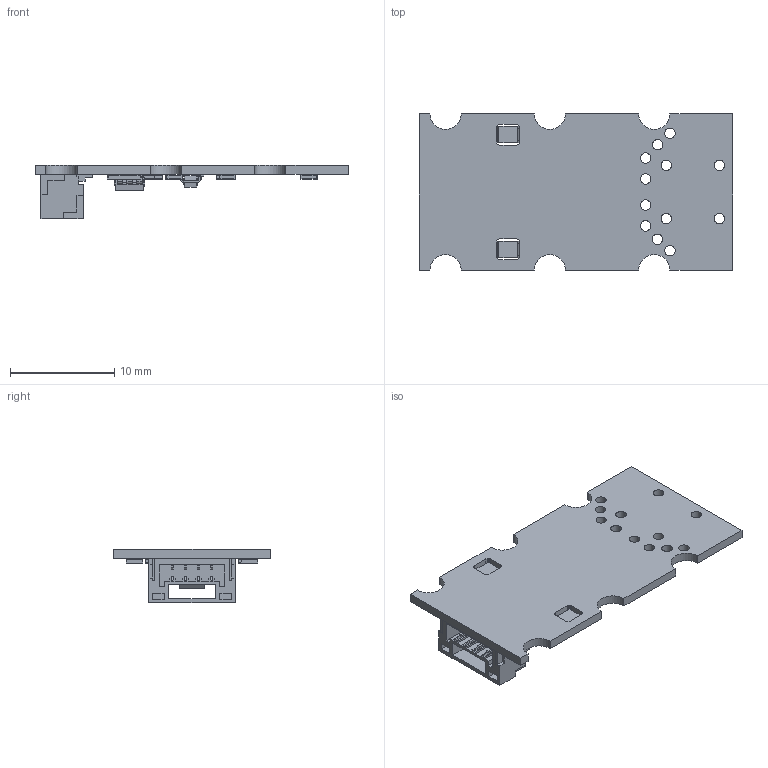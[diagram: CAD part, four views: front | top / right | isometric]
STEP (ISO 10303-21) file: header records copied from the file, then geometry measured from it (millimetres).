
FILE_DESCRIPTION(('KiCad electronic assembly'),'2;1');
FILE_NAME('TFHT01.step','2023-10-04T13:23:12',('Pcbnew'),('Kicad'), 'Open CASCADE STEP processor 7.6','KiCad to STEP converter','Unknown' );
FILE_SCHEMA(('AUTOMOTIVE_DESIGN { 1 0 10303 214 1 1 1 1 }'));
Length unit declared in the file: millimetre
Products named in the file (16): TFHT01 1; LED_1206_3216Metric; SOLID; R_0603_1608Metric; D_SOD-523; JST_GH_SM04B-GHS-TB_1x04-1MP_P1.25mm_Horizontal; SOT-23; R_0805_2012Metric; SOT-23-5; tmp1qv8zom7 PCB
Assembly tree (23 placements, depth 3):
  TFHT01 1
    LED_1206_3216Metric  x2
      SOLID
    R_0603_1608Metric  x8
      SOLID
    D_SOD-523
      SOLID
    JST_GH_SM04B-GHS-TB_1x04-1MP_P1.25mm_Horizontal
      SOLID
    SOT-23
      SOLID
    R_0805_2012Metric
      SOLID
    SOT-23-5
      SOLID
    tmp1qv8zom7 PCB
Bounding box: 30 x 15 x 5.17 mm (x, y, z)
Volume: 466.5 mm3; surface area: 1381.4 mm2
Topology: 16 solids, 16 shells, 819 faces, 2170 edges, 1394 vertices
Faces by surface type: plane 615, cylinder 138, bspline 66
Full cylindrical faces by diameter (mm): 1 x12
Entity records: 42429 total; most frequent: CARTESIAN_POINT 7458, DIRECTION 5616, LINE 4174, VECTOR 4174, ORIENTED_EDGE 3122, PCURVE 3122, DEFINITIONAL_REPRESENTATION 3122, EDGE_CURVE 1561
